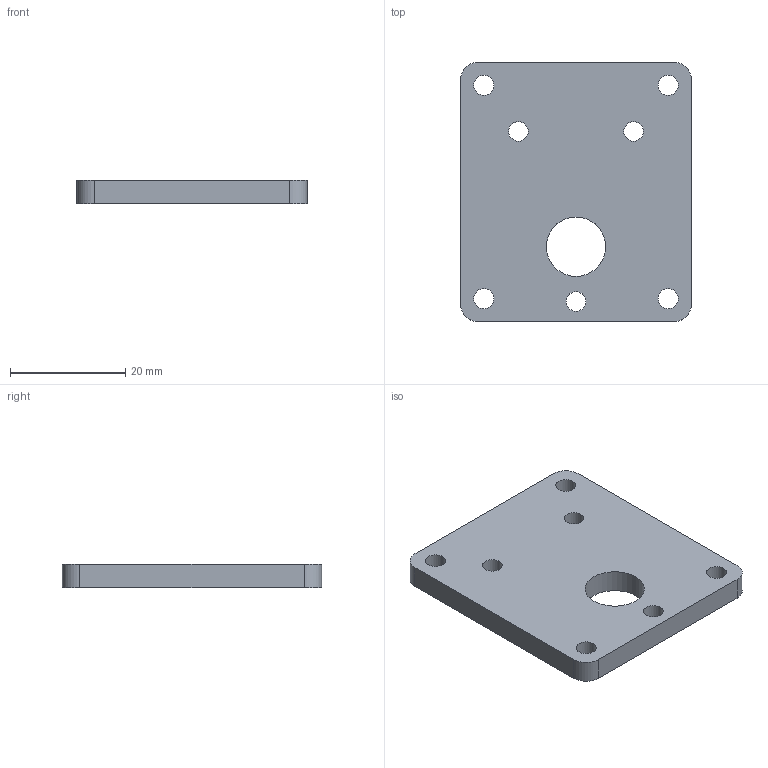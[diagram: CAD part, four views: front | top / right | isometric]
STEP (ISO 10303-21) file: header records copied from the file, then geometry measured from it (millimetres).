
FILE_DESCRIPTION(('FreeCAD Model'),'2;1');
FILE_NAME('Open CASCADE Shape Model','2025-10-26T16:38:49',(''),(''), 'Open CASCADE STEP processor 7.7','FreeCAD','Unknown');
FILE_SCHEMA(('AUTOMOTIVE_DESIGN { 1 0 10303 214 1 1 1 1 }'));
Length unit declared in the file: millimetre
Products named in the file (1): SlidingBodyTop
Bounding box: 40 x 45 x 4 mm (x, y, z)
Volume: 6532.9 mm3; surface area: 4360.8 mm2
Topology: 1 solids, 1 shells, 21 faces, 54 edges, 35 vertices
Faces by surface type: cylinder 12, plane 6, cone 3
Full cylindrical faces by diameter (mm): 3.4 x3, 3.5 x4, 10.3 x1
Entity records: 705 total; most frequent: DIRECTION 125, CARTESIAN_POINT 111, ORIENTED_EDGE 108, EDGE_CURVE 54, AXIS2_PLACEMENT_3D 49, FACE_BOUND 37, EDGE_LOOP 37, VERTEX_POINT 35
